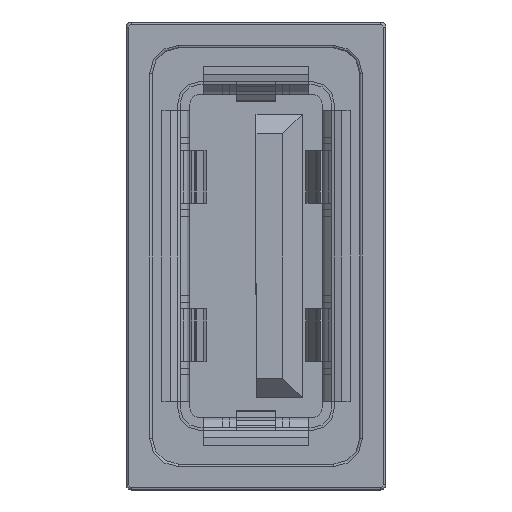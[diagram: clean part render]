
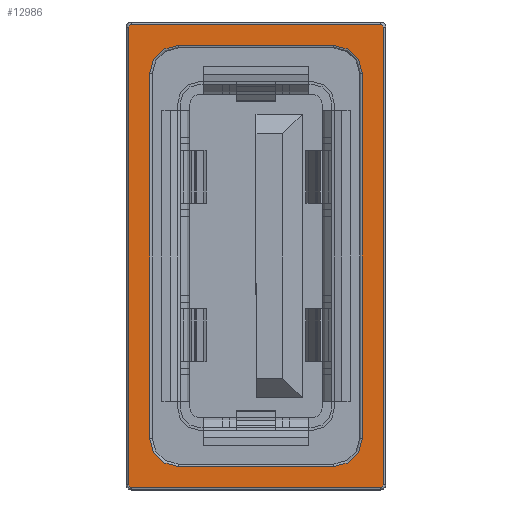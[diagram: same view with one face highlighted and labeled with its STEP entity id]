
A CAD part, left-side view. The second image highlights one B-rep face of the part: STEP entity #12986.
In plain terms, the highlighted face is planar.
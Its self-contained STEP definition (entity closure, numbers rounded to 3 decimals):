
#72 = PLANE ( 'NONE',  #1861 ) ;
#111 = EDGE_CURVE ( 'NONE', #4278, #2316, #7899, .T. ) ;
#223 = EDGE_CURVE ( 'NONE', #6379, #11070, #8788, .T. ) ;
#314 = ORIENTED_EDGE ( 'NONE', *, *, #2084, .T. ) ;
#354 = VECTOR ( 'NONE', #8459, 1000. ) ;
#370 = DIRECTION ( 'NONE',  ( 1., 0., 0. ) ) ;
#476 = AXIS2_PLACEMENT_3D ( 'NONE', #1226, #5765, #6935 ) ;
#484 = ORIENTED_EDGE ( 'NONE', *, *, #13316, .T. ) ;
#623 = AXIS2_PLACEMENT_3D ( 'NONE', #1214, #13915, #6008 ) ;
#723 = CIRCLE ( 'NONE', #10607, 1.1 ) ;
#807 = VERTEX_POINT ( 'NONE', #11748 ) ;
#1214 = CARTESIAN_POINT ( 'NONE',  ( -8.801, -4.791, 9.744 ) ) ;
#1226 = CARTESIAN_POINT ( 'NONE',  ( -7.001, 2.991, 9.744 ) ) ;
#1474 = CARTESIAN_POINT ( 'NONE',  ( 7.001, -2.991, 9.744 ) ) ;
#1477 = VERTEX_POINT ( 'NONE', #9436 ) ;
#1506 = LINE ( 'NONE', #5674, #14404 ) ;
#1531 = LINE ( 'NONE', #13670, #2056 ) ;
#1565 = EDGE_CURVE ( 'NONE', #4278, #8650, #6802, .T. ) ;
#1602 = EDGE_CURVE ( 'NONE', #11637, #5394, #723, .T. ) ;
#1670 = VECTOR ( 'NONE', #9707, 1000. ) ;
#1861 = AXIS2_PLACEMENT_3D ( 'NONE', #5754, #5658, #4659 ) ;
#1874 = CARTESIAN_POINT ( 'NONE',  ( -7.001, -2.991, 9.744 ) ) ;
#1912 = ORIENTED_EDGE ( 'NONE', *, *, #10520, .T. ) ;
#2056 = VECTOR ( 'NONE', #7961, 1000. ) ;
#2084 = EDGE_CURVE ( 'NONE', #11070, #10601, #10904, .T. ) ;
#2085 = DIRECTION ( 'NONE',  ( 1., 0., 0. ) ) ;
#2316 = VERTEX_POINT ( 'NONE', #7985 ) ;
#2323 = DIRECTION ( 'NONE',  ( 1., 0., 0. ) ) ;
#2429 = AXIS2_PLACEMENT_3D ( 'NONE', #4471, #9204, #4713 ) ;
#2498 = CIRCLE ( 'NONE', #3290, 0.1 ) ;
#2548 = LINE ( 'NONE', #13719, #12026 ) ;
#2953 = VECTOR ( 'NONE', #5234, 1000. ) ;
#2988 = ORIENTED_EDGE ( 'NONE', *, *, #10004, .T. ) ;
#3190 = CARTESIAN_POINT ( 'NONE',  ( 7.001, 4.091, 9.744 ) ) ;
#3290 = AXIS2_PLACEMENT_3D ( 'NONE', #7664, #12015, #9782 ) ;
#3303 = CARTESIAN_POINT ( 'NONE',  ( 8.101, 2.991, 9.744 ) ) ;
#3598 = ORIENTED_EDGE ( 'NONE', *, *, #9124, .T. ) ;
#3601 = CIRCLE ( 'NONE', #3754, 1.1 ) ;
#3754 = AXIS2_PLACEMENT_3D ( 'NONE', #1874, #6531, #12266 ) ;
#4141 = CARTESIAN_POINT ( 'NONE',  ( -8.101, 2.991, 9.744 ) ) ;
#4238 = ORIENTED_EDGE ( 'NONE', *, *, #9400, .T. ) ;
#4248 = VERTEX_POINT ( 'NONE', #4795 ) ;
#4267 = ORIENTED_EDGE ( 'NONE', *, *, #1602, .T. ) ;
#4278 = VERTEX_POINT ( 'NONE', #9286 ) ;
#4471 = CARTESIAN_POINT ( 'NONE',  ( -8.801, 4.791, 9.744 ) ) ;
#4659 = DIRECTION ( 'NONE',  ( 1., 0., 0. ) ) ;
#4713 = DIRECTION ( 'NONE',  ( 1., 0., 0. ) ) ;
#4770 = DIRECTION ( 'NONE',  ( 0., 0., -1. ) ) ;
#4795 = CARTESIAN_POINT ( 'NONE',  ( -7.001, 4.091, 9.744 ) ) ;
#4936 = EDGE_CURVE ( 'NONE', #5394, #6379, #1531, .T. ) ;
#4997 = VERTEX_POINT ( 'NONE', #13920 ) ;
#5110 = ORIENTED_EDGE ( 'NONE', *, *, #12283, .F. ) ;
#5234 = DIRECTION ( 'NONE',  ( 0., 1., 0. ) ) ;
#5280 = LINE ( 'NONE', #9832, #2953 ) ;
#5394 = VERTEX_POINT ( 'NONE', #3303 ) ;
#5658 = DIRECTION ( 'NONE',  ( 0., 0., 1. ) ) ;
#5674 = CARTESIAN_POINT ( 'NONE',  ( 0., -4.891, 9.744 ) ) ;
#5675 = CIRCLE ( 'NONE', #623, 0.1 ) ;
#5754 = CARTESIAN_POINT ( 'NONE',  ( 0., 0., 9.744 ) ) ;
#5765 = DIRECTION ( 'NONE',  ( 0., 0., -1. ) ) ;
#5808 = CARTESIAN_POINT ( 'NONE',  ( 8.801, -4.791, 9.744 ) ) ;
#6008 = DIRECTION ( 'NONE',  ( 1., 0., 0. ) ) ;
#6166 = DIRECTION ( 'NONE',  ( 0., 0., -1. ) ) ;
#6379 = VERTEX_POINT ( 'NONE', #7617 ) ;
#6531 = DIRECTION ( 'NONE',  ( 0., 0., -1. ) ) ;
#6803 = ORIENTED_EDGE ( 'NONE', *, *, #12879, .F. ) ;
#6802 = LINE ( 'NONE', #14130, #354 ) ;
#6912 = CARTESIAN_POINT ( 'NONE',  ( -8.901, -4.791, 9.744 ) ) ;
#6935 = DIRECTION ( 'NONE',  ( 1., 0., 0. ) ) ;
#7509 = CARTESIAN_POINT ( 'NONE',  ( 7.001, -4.091, 9.744 ) ) ;
#7617 = CARTESIAN_POINT ( 'NONE',  ( 8.101, -2.991, 9.744 ) ) ;
#7664 = CARTESIAN_POINT ( 'NONE',  ( 8.801, 4.791, 9.744 ) ) ;
#7703 = AXIS2_PLACEMENT_3D ( 'NONE', #1474, #10627, #11761 ) ;
#7823 = EDGE_LOOP ( 'NONE', ( #314, #1912, #4238, #3598, #14055, #4267, #14695, #14477 ) ) ;
#7834 = VERTEX_POINT ( 'NONE', #12063 ) ;
#7899 = CIRCLE ( 'NONE', #9738, 0.1 ) ;
#7909 = CARTESIAN_POINT ( 'NONE',  ( -7.001, -4.091, 9.744 ) ) ;
#7913 = ORIENTED_EDGE ( 'NONE', *, *, #1565, .T. ) ;
#7961 = DIRECTION ( 'NONE',  ( 0., -1., 0. ) ) ;
#7985 = CARTESIAN_POINT ( 'NONE',  ( 8.801, -4.891, 9.744 ) ) ;
#8459 = DIRECTION ( 'NONE',  ( 0., 1., 0. ) ) ;
#8650 = VERTEX_POINT ( 'NONE', #10496 ) ;
#8704 = ORIENTED_EDGE ( 'NONE', *, *, #111, .F. ) ;
#8723 = FACE_OUTER_BOUND ( 'NONE', #9807, .T. ) ;
#8788 = CIRCLE ( 'NONE', #7703, 1.1 ) ;
#8890 = CARTESIAN_POINT ( 'NONE',  ( 0., 4.891, 9.744 ) ) ;
#9094 = EDGE_CURVE ( 'NONE', #4997, #2316, #1506, .T. ) ;
#9124 = EDGE_CURVE ( 'NONE', #10537, #4248, #11004, .T. ) ;
#9164 = DIRECTION ( 'NONE',  ( 1., 0., 0. ) ) ;
#9204 = DIRECTION ( 'NONE',  ( 0., 0., -1. ) ) ;
#9272 = ORIENTED_EDGE ( 'NONE', *, *, #13029, .F. ) ;
#9286 = CARTESIAN_POINT ( 'NONE',  ( 8.901, -4.791, 9.744 ) ) ;
#9400 = EDGE_CURVE ( 'NONE', #1477, #10537, #5280, .T. ) ;
#9436 = CARTESIAN_POINT ( 'NONE',  ( -8.101, -2.991, 9.744 ) ) ;
#9458 = CARTESIAN_POINT ( 'NONE',  ( -8.901, 4.791, 9.744 ) ) ;
#9707 = DIRECTION ( 'NONE',  ( 0., -1., 0. ) ) ;
#9738 = AXIS2_PLACEMENT_3D ( 'NONE', #5808, #4770, #9164 ) ;
#9782 = DIRECTION ( 'NONE',  ( 1., 0., 0. ) ) ;
#9807 = EDGE_LOOP ( 'NONE', ( #5110, #484, #6803, #2988, #9272, #12364, #8704, #7913 ) ) ;
#9816 = VERTEX_POINT ( 'NONE', #6912 ) ;
#9832 = CARTESIAN_POINT ( 'NONE',  ( -8.101, 0., 9.744 ) ) ;
#9900 = VERTEX_POINT ( 'NONE', #9458 ) ;
#10004 = EDGE_CURVE ( 'NONE', #9900, #9816, #10274, .T. ) ;
#10274 = LINE ( 'NONE', #13091, #1670 ) ;
#10306 = EDGE_CURVE ( 'NONE', #4248, #11637, #2548, .T. ) ;
#10496 = CARTESIAN_POINT ( 'NONE',  ( 8.901, 4.791, 9.744 ) ) ;
#10520 = EDGE_CURVE ( 'NONE', #10601, #1477, #3601, .T. ) ;
#10537 = VERTEX_POINT ( 'NONE', #4141 ) ;
#10601 = VERTEX_POINT ( 'NONE', #7909 ) ;
#10607 = AXIS2_PLACEMENT_3D ( 'NONE', #11807, #6166, #370 ) ;
#10627 = DIRECTION ( 'NONE',  ( 0., 0., -1. ) ) ;
#10809 = CARTESIAN_POINT ( 'NONE',  ( 0., -4.091, 9.744 ) ) ;
#10904 = LINE ( 'NONE', #10809, #12150 ) ;
#11004 = CIRCLE ( 'NONE', #476, 1.1 ) ;
#11070 = VERTEX_POINT ( 'NONE', #7509 ) ;
#11637 = VERTEX_POINT ( 'NONE', #3190 ) ;
#11748 = CARTESIAN_POINT ( 'NONE',  ( -8.801, 4.891, 9.744 ) ) ;
#11761 = DIRECTION ( 'NONE',  ( 1., 0., 0. ) ) ;
#11807 = CARTESIAN_POINT ( 'NONE',  ( 7.001, 2.991, 9.744 ) ) ;
#12015 = DIRECTION ( 'NONE',  ( 0., 0., -1. ) ) ;
#12026 = VECTOR ( 'NONE', #2323, 1000. ) ;
#12063 = CARTESIAN_POINT ( 'NONE',  ( 8.801, 4.891, 9.744 ) ) ;
#12150 = VECTOR ( 'NONE', #14169, 1000. ) ;
#12266 = DIRECTION ( 'NONE',  ( 1., 0., 0. ) ) ;
#12283 = EDGE_CURVE ( 'NONE', #7834, #8650, #2498, .T. ) ;
#12364 = ORIENTED_EDGE ( 'NONE', *, *, #9094, .T. ) ;
#12827 = VECTOR ( 'NONE', #14610, 1000. ) ;
#12841 = FACE_BOUND ( 'NONE', #7823, .T. ) ;
#12879 = EDGE_CURVE ( 'NONE', #9900, #807, #13919, .T. ) ;
#12986 = ADVANCED_FACE ( 'NONE', ( #12841, #8723 ), #72, .T. ) ;
#13029 = EDGE_CURVE ( 'NONE', #4997, #9816, #5675, .T. ) ;
#13091 = CARTESIAN_POINT ( 'NONE',  ( -8.901, 0., 9.744 ) ) ;
#13316 = EDGE_CURVE ( 'NONE', #7834, #807, #13548, .T. ) ;
#13548 = LINE ( 'NONE', #8890, #12827 ) ;
#13670 = CARTESIAN_POINT ( 'NONE',  ( 8.101, 0., 9.744 ) ) ;
#13719 = CARTESIAN_POINT ( 'NONE',  ( 0., 4.091, 9.744 ) ) ;
#13915 = DIRECTION ( 'NONE',  ( 0., 0., -1. ) ) ;
#13919 = CIRCLE ( 'NONE', #2429, 0.1 ) ;
#13920 = CARTESIAN_POINT ( 'NONE',  ( -8.801, -4.891, 9.744 ) ) ;
#14055 = ORIENTED_EDGE ( 'NONE', *, *, #10306, .T. ) ;
#14130 = CARTESIAN_POINT ( 'NONE',  ( 8.901, 4.991, 9.744 ) ) ;
#14169 = DIRECTION ( 'NONE',  ( -1., 0., 0. ) ) ;
#14404 = VECTOR ( 'NONE', #2085, 1000. ) ;
#14477 = ORIENTED_EDGE ( 'NONE', *, *, #223, .T. ) ;
#14610 = DIRECTION ( 'NONE',  ( -1., 0., 0. ) ) ;
#14695 = ORIENTED_EDGE ( 'NONE', *, *, #4936, .T. ) ;
